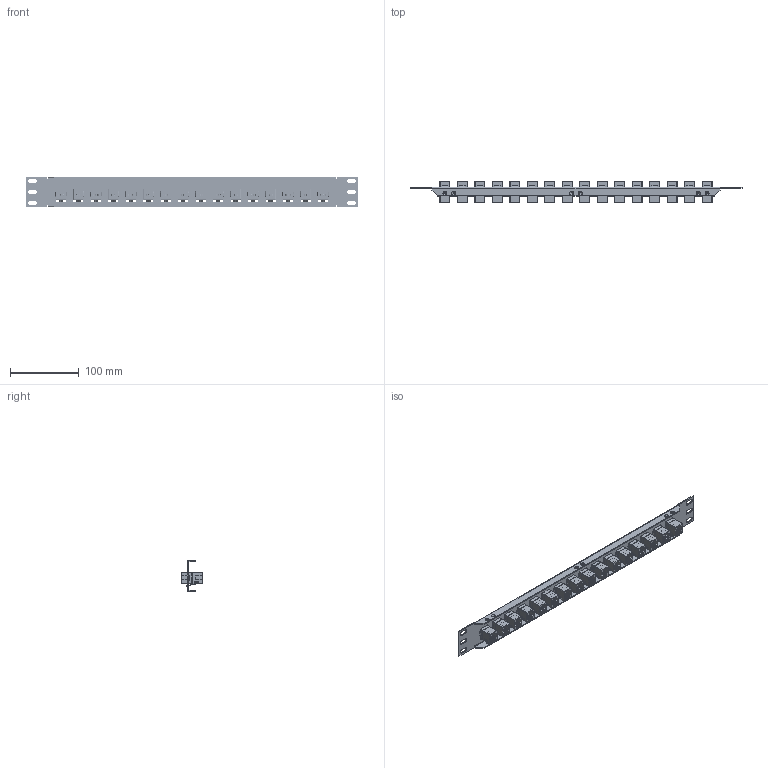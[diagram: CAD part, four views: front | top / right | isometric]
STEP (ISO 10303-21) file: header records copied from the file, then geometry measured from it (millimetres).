
FILE_DESCRIPTION (( 'STEP AP203' ), '1' );
FILE_NAME ('PR175C6-16S.STEP', '2014-10-15T18:59:35', ( 'x' ), ( '' ), 'SwSTEP 2.0', 'SolidWorks 2014', '' );
FILE_SCHEMA (( 'CONFIG_CONTROL_DESIGN' ));
Length unit declared in the file: inch
Products named in the file (3): PR175C6-16S; PR175UJ16-MA1; TDG1026KS-C6_New Logo - Latch Depressed
Assembly tree (17 placements, depth 2):
  PR175C6-16S
    PR175UJ16-MA1
    TDG1026KS-C6_New Logo - Latch Depressed  x16
Bounding box: 482.6 x 30 x 43.94 mm (x, y, z)
Volume: 120183.1 mm3; surface area: 111570.4 mm2
Topology: 17 solids, 17 shells, 7205 faces, 19912 edges, 12928 vertices
Faces by surface type: plane 3989, bspline 2392, cylinder 624, sphere 128, torus 48, cone 24
Entity records: 42514 total; most frequent: CARTESIAN_POINT 18498, ORIENTED_EDGE 5360, DIRECTION 3745, EDGE_CURVE 2680, VECTOR 1931, LINE 1931, VERTEX_POINT 1768, EDGE_LOOP 1150
